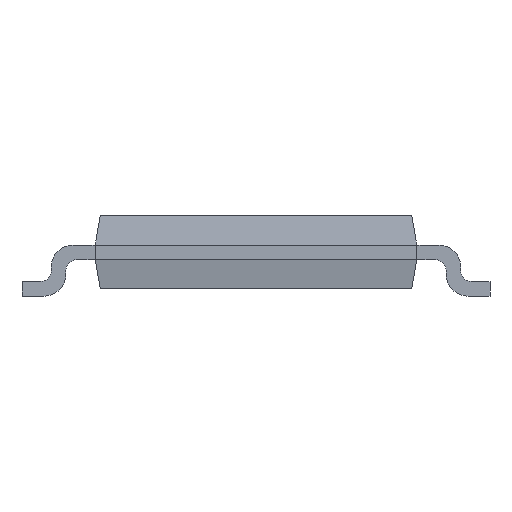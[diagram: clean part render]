
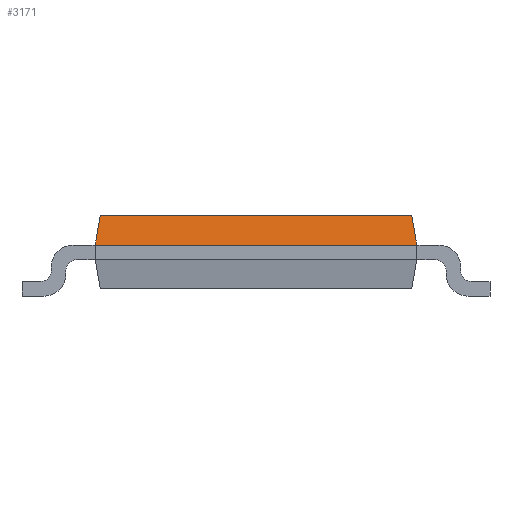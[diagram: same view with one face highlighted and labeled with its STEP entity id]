
A CAD part, front view. The second image highlights one B-rep face of the part: STEP entity #3171.
In plain terms, the highlighted planar face has unit normal (0, -0.985, 0.174).
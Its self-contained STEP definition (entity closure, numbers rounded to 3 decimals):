
#150 = PLANE('',#151);
#151 = AXIS2_PLACEMENT_3D('',#152,#153,#154);
#152 = CARTESIAN_POINT('',(-2.2,-2.5,1.1));
#153 = DIRECTION('',(0.,0.,-1.));
#154 = DIRECTION('',(-1.,0.,-0.));
#349 = VERTEX_POINT('',#350);
#350 = CARTESIAN_POINT('',(-2.2,-2.5,0.7));
#364 = PLANE('',#365);
#365 = AXIS2_PLACEMENT_3D('',#366,#367,#368);
#366 = CARTESIAN_POINT('',(2.2,-2.5,1.1));
#367 = DIRECTION('',(0.,1.,0.));
#368 = DIRECTION('',(-1.,0.,0.));
#390 = PLANE('',#391);
#391 = AXIS2_PLACEMENT_3D('',#392,#393,#394);
#392 = CARTESIAN_POINT('',(-2.129,-2.5,1.1));
#393 = DIRECTION('',(0.985,0.,-0.174)
  );
#394 = DIRECTION('',(-0.174,0.,-0.985
    ));
#441 = VERTEX_POINT('',#442);
#442 = CARTESIAN_POINT('',(2.2,-2.5,0.7));
#456 = PLANE('',#457);
#457 = AXIS2_PLACEMENT_3D('',#458,#459,#460);
#458 = CARTESIAN_POINT('',(2.129,-2.5,1.1));
#459 = DIRECTION('',(-0.985,0.,-0.174
    ));
#460 = DIRECTION('',(-0.174,0.,0.985));
#2193 = EDGE_CURVE('',#441,#349,#2194,.T.);
#2194 = SURFACE_CURVE('',#2195,(#2199,#2206),.PCURVE_S1.);
#2195 = LINE('',#2196,#2197);
#2196 = CARTESIAN_POINT('',(2.2,-2.5,0.7));
#2197 = VECTOR('',#2198,1.);
#2198 = DIRECTION('',(-1.,0.,0.));
#2199 = PCURVE('',#364,#2200);
#2200 = DEFINITIONAL_REPRESENTATION('',(#2201),#2205);
#2201 = LINE('',#2202,#2203);
#2202 = CARTESIAN_POINT('',(-0.,-0.4));
#2203 = VECTOR('',#2204,1.);
#2204 = DIRECTION('',(1.,0.));
#2205 = ( GEOMETRIC_REPRESENTATION_CONTEXT(2) 
PARAMETRIC_REPRESENTATION_CONTEXT() REPRESENTATION_CONTEXT('2D SPACE',''
  ) );
#2206 = PCURVE('',#2207,#2212);
#2207 = PLANE('',#2208);
#2208 = AXIS2_PLACEMENT_3D('',#2209,#2210,#2211);
#2209 = CARTESIAN_POINT('',(-2.2,-2.429,1.1));
#2210 = DIRECTION('',(0.,0.985,-0.174
    ));
#2211 = DIRECTION('',(0.,0.174,0.985));
#2212 = DEFINITIONAL_REPRESENTATION('',(#2213),#2217);
#2213 = LINE('',#2214,#2215);
#2214 = CARTESIAN_POINT('',(-0.406,4.4));
#2215 = VECTOR('',#2216,1.);
#2216 = DIRECTION('',(0.,-1.));
#2217 = ( GEOMETRIC_REPRESENTATION_CONTEXT(2) 
PARAMETRIC_REPRESENTATION_CONTEXT() REPRESENTATION_CONTEXT('2D SPACE',''
  ) );
#2441 = VERTEX_POINT('',#2442);
#2442 = CARTESIAN_POINT('',(2.129,-2.429,1.1));
#2489 = VERTEX_POINT('',#2490);
#2490 = CARTESIAN_POINT('',(-2.129,-2.429,1.1));
#2511 = EDGE_CURVE('',#2489,#2441,#2512,.T.);
#2512 = SURFACE_CURVE('',#2513,(#2517,#2524),.PCURVE_S1.);
#2513 = LINE('',#2514,#2515);
#2514 = CARTESIAN_POINT('',(-2.2,-2.429,1.1));
#2515 = VECTOR('',#2516,1.);
#2516 = DIRECTION('',(1.,0.,0.));
#2517 = PCURVE('',#150,#2518);
#2518 = DEFINITIONAL_REPRESENTATION('',(#2519),#2523);
#2519 = LINE('',#2520,#2521);
#2520 = CARTESIAN_POINT('',(0.,0.071));
#2521 = VECTOR('',#2522,1.);
#2522 = DIRECTION('',(-1.,0.));
#2523 = ( GEOMETRIC_REPRESENTATION_CONTEXT(2) 
PARAMETRIC_REPRESENTATION_CONTEXT() REPRESENTATION_CONTEXT('2D SPACE',''
  ) );
#2524 = PCURVE('',#2207,#2525);
#2525 = DEFINITIONAL_REPRESENTATION('',(#2526),#2530);
#2526 = LINE('',#2527,#2528);
#2527 = CARTESIAN_POINT('',(0.,0.));
#2528 = VECTOR('',#2529,1.);
#2529 = DIRECTION('',(0.,1.));
#2530 = ( GEOMETRIC_REPRESENTATION_CONTEXT(2) 
PARAMETRIC_REPRESENTATION_CONTEXT() REPRESENTATION_CONTEXT('2D SPACE',''
  ) );
#3171 = ADVANCED_FACE('',(#3172),#2207,.F.);
#3172 = FACE_BOUND('',#3173,.T.);
#3173 = EDGE_LOOP('',(#3174,#3195,#3196,#3217));
#3174 = ORIENTED_EDGE('',*,*,#3175,.F.);
#3175 = EDGE_CURVE('',#349,#2489,#3176,.T.);
#3176 = SURFACE_CURVE('',#3177,(#3181,#3188),.PCURVE_S1.);
#3177 = LINE('',#3178,#3179);
#3178 = CARTESIAN_POINT('',(-2.132,-2.432,
    1.088));
#3179 = VECTOR('',#3180,1.);
#3180 = DIRECTION('',(0.171,0.171,0.97));
#3181 = PCURVE('',#2207,#3182);
#3182 = DEFINITIONAL_REPRESENTATION('',(#3183),#3187);
#3183 = LINE('',#3184,#3185);
#3184 = CARTESIAN_POINT('',(-0.012,0.068));
#3185 = VECTOR('',#3186,1.);
#3186 = DIRECTION('',(0.985,0.171));
#3187 = ( GEOMETRIC_REPRESENTATION_CONTEXT(2) 
PARAMETRIC_REPRESENTATION_CONTEXT() REPRESENTATION_CONTEXT('2D SPACE',''
  ) );
#3188 = PCURVE('',#390,#3189);
#3189 = DEFINITIONAL_REPRESENTATION('',(#3190),#3194);
#3190 = LINE('',#3191,#3192);
#3191 = CARTESIAN_POINT('',(0.012,0.068));
#3192 = VECTOR('',#3193,1.);
#3193 = DIRECTION('',(-0.985,0.171));
#3194 = ( GEOMETRIC_REPRESENTATION_CONTEXT(2) 
PARAMETRIC_REPRESENTATION_CONTEXT() REPRESENTATION_CONTEXT('2D SPACE',''
  ) );
#3195 = ORIENTED_EDGE('',*,*,#2193,.F.);
#3196 = ORIENTED_EDGE('',*,*,#3197,.F.);
#3197 = EDGE_CURVE('',#2441,#441,#3198,.T.);
#3198 = SURFACE_CURVE('',#3199,(#3203,#3210),.PCURVE_S1.);
#3199 = LINE('',#3200,#3201);
#3200 = CARTESIAN_POINT('',(2.003,-2.303,
    1.819));
#3201 = VECTOR('',#3202,1.);
#3202 = DIRECTION('',(0.171,-0.171,-0.97));
#3203 = PCURVE('',#2207,#3204);
#3204 = DEFINITIONAL_REPRESENTATION('',(#3205),#3209);
#3205 = LINE('',#3206,#3207);
#3206 = CARTESIAN_POINT('',(0.73,4.203));
#3207 = VECTOR('',#3208,1.);
#3208 = DIRECTION('',(-0.985,0.171));
#3209 = ( GEOMETRIC_REPRESENTATION_CONTEXT(2) 
PARAMETRIC_REPRESENTATION_CONTEXT() REPRESENTATION_CONTEXT('2D SPACE',''
  ) );
#3210 = PCURVE('',#456,#3211);
#3211 = DEFINITIONAL_REPRESENTATION('',(#3212),#3216);
#3212 = LINE('',#3213,#3214);
#3213 = CARTESIAN_POINT('',(0.73,0.197));
#3214 = VECTOR('',#3215,1.);
#3215 = DIRECTION('',(-0.985,-0.171));
#3216 = ( GEOMETRIC_REPRESENTATION_CONTEXT(2) 
PARAMETRIC_REPRESENTATION_CONTEXT() REPRESENTATION_CONTEXT('2D SPACE',''
  ) );
#3217 = ORIENTED_EDGE('',*,*,#2511,.F.);
